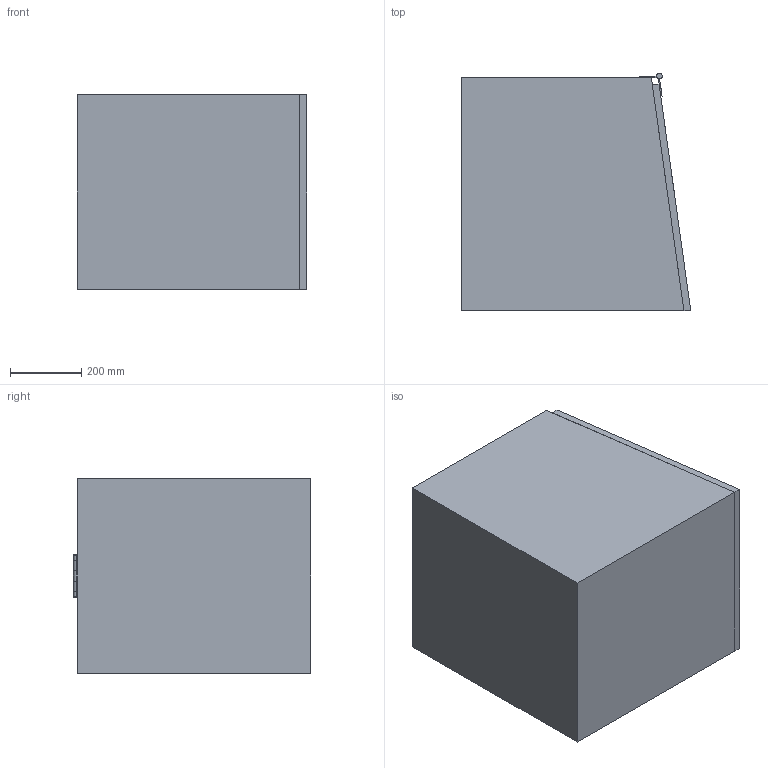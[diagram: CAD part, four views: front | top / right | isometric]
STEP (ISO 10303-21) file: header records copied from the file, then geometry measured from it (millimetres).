
FILE_DESCRIPTION (( 'STEP AP214' ), '1' );
FILE_NAME ('Transmission Loss Box.STEP', '2025-04-24T21:21:25', ( '' ), ( '' ), 'SwSTEP 2.0', 'SolidWorks 2025', '' );
FILE_SCHEMA (( 'AUTOMOTIVE_DESIGN' ));
Length unit declared in the file: inch
Products named in the file (8): Bracket 1; Transmission Loss Box Lid^Transmission Loss Box; Transmission Loss Box; Pin 1; Bracket 2; Bracket_Flexible; Box Air^Transmission Loss Box
Assembly tree (7 placements, depth 3):
  Transmission Loss Box
    Transmission Loss Box
    Transmission Loss Box Lid^Transmission Loss Box
    Bracket_Flexible
      Pin 1
      Bracket 1
      Bracket 2
    Box Air^Transmission Loss Box
Bounding box: 644 x 665.78 x 546.1 mm (x, y, z)
Volume: 213563081.5 mm3; surface area: 5937827 mm2
Topology: 6 solids, 6 shells, 142 faces, 346 edges, 220 vertices
Faces by surface type: plane 74, cylinder 52, cone 16
Entity records: 4464 total; most frequent: DIRECTION 772, CARTESIAN_POINT 719, ORIENTED_EDGE 692, EDGE_CURVE 346, AXIS2_PLACEMENT_3D 273, VECTOR 226, LINE 226, VERTEX_POINT 220
